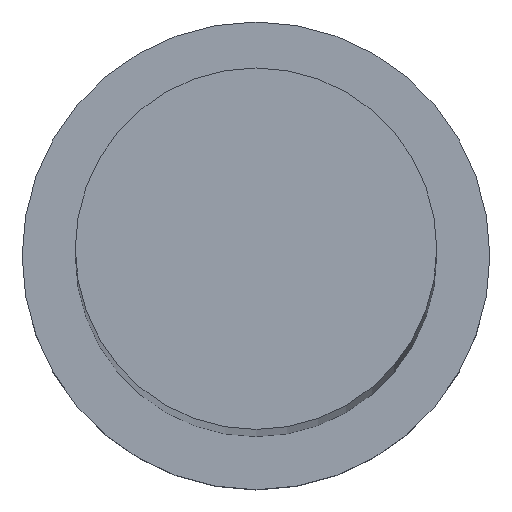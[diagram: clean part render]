
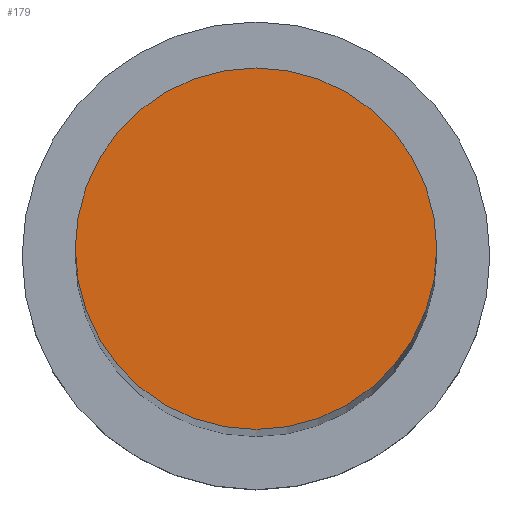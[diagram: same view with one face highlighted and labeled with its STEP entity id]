
A CAD part, top view. The second image highlights one B-rep face of the part: STEP entity #179.
In plain terms, the highlighted planar face has unit normal (0, 0, 1).
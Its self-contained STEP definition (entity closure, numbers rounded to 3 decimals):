
#7 = AXIS2_PLACEMENT_3D ( 'NONE', #89, #120, #103 ) ;
#14 = ORIENTED_EDGE ( 'NONE', *, *, #20, .T. ) ;
#20 = EDGE_CURVE ( 'NONE', #144, #82, #83, .T. ) ;
#40 = DIRECTION ( 'NONE',  ( 0., 0., 1. ) ) ;
#82 = VERTEX_POINT ( 'NONE', #219 ) ;
#83 = CIRCLE ( 'NONE', #234, 8.5 ) ;
#89 = CARTESIAN_POINT ( 'NONE',  ( 0., 0., 200. ) ) ;
#103 = DIRECTION ( 'NONE',  ( 1., 0., 0. ) ) ;
#115 = AXIS2_PLACEMENT_3D ( 'NONE', #212, #189, #252 ) ;
#120 = DIRECTION ( 'NONE',  ( 0., 0., 1. ) ) ;
#144 = VERTEX_POINT ( 'NONE', #193 ) ;
#149 = PLANE ( 'NONE',  #115 ) ;
#151 = DIRECTION ( 'NONE',  ( 1., 0., 0. ) ) ;
#164 = ORIENTED_EDGE ( 'NONE', *, *, #232, .T. ) ;
#167 = CIRCLE ( 'NONE', #7, 8.5 ) ;
#175 = FACE_OUTER_BOUND ( 'NONE', #181, .T. ) ;
#179 = ADVANCED_FACE ( 'NONE', ( #175 ), #149, .T. ) ;
#181 = EDGE_LOOP ( 'NONE', ( #164, #14 ) ) ;
#186 = CARTESIAN_POINT ( 'NONE',  ( 0., 0., 200. ) ) ;
#189 = DIRECTION ( 'NONE',  ( 0., 0., 1. ) ) ;
#193 = CARTESIAN_POINT ( 'NONE',  ( 8.5, 0., 200. ) ) ;
#212 = CARTESIAN_POINT ( 'NONE',  ( 0., 0., 200. ) ) ;
#219 = CARTESIAN_POINT ( 'NONE',  ( -8.5, 0., 200. ) ) ;
#232 = EDGE_CURVE ( 'NONE', #82, #144, #167, .T. ) ;
#234 = AXIS2_PLACEMENT_3D ( 'NONE', #186, #40, #151 ) ;
#252 = DIRECTION ( 'NONE',  ( 1., 0., 0. ) ) ;
